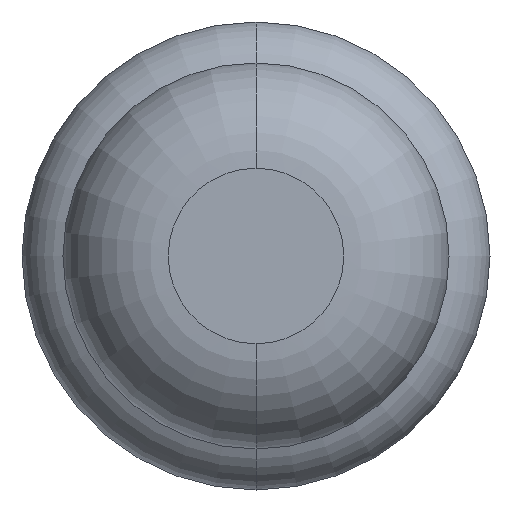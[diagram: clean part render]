
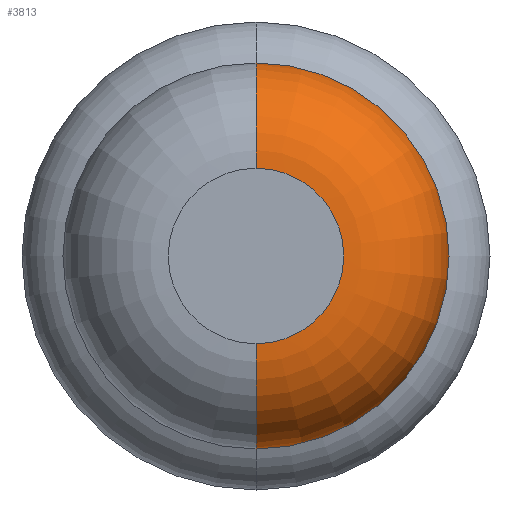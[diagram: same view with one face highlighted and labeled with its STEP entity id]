
A CAD part, front view. The second image highlights one B-rep face of the part: STEP entity #3813.
In plain terms, the highlighted toroidal (fillet/blend) face has major radius 0.375 mm and minor radius 0.45 mm.
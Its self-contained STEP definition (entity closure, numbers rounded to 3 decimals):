
#94 = CARTESIAN_POINT ( 'NONE',  ( 0., -30.4, -0.375 ) ) ;
#98 = ORIENTED_EDGE ( 'NONE', *, *, #2173, .T. ) ;
#378 = DIRECTION ( 'NONE',  ( 0., 1., 0. ) ) ;
#436 = DIRECTION ( 'NONE',  ( 1., 0., 0. ) ) ;
#567 = VERTEX_POINT ( 'NONE', #94 ) ;
#584 = DIRECTION ( 'NONE',  ( 0., 0., 1. ) ) ;
#661 = DIRECTION ( 'NONE',  ( 0., 0., 1. ) ) ;
#701 = EDGE_CURVE ( 'Defeature ausgef�hrt1_6+Defeature ausgef�hrt1_5+Defeature ausgef�hrt1_5+Defeature ausgef�hrt1_5', #3599, #567, #3341, .T. ) ;
#744 = ORIENTED_EDGE ( 'NONE', *, *, #2663, .F. ) ;
#818 = AXIS2_PLACEMENT_3D ( 'NONE', #3520, #1168, #584 ) ;
#1028 = ORIENTED_EDGE ( 'NONE', *, *, #1769, .F. ) ;
#1112 = CARTESIAN_POINT ( 'NONE',  ( 0., -30.4, 0.375 ) ) ;
#1154 = DIRECTION ( 'NONE',  ( 0., 1., 0. ) ) ;
#1168 = DIRECTION ( 'NONE',  ( -1., 0., 0. ) ) ;
#1407 = FACE_OUTER_BOUND ( 'NONE', #3382, .T. ) ;
#1448 = DIRECTION ( 'NONE',  ( 0., 0., 1. ) ) ;
#1709 = AXIS2_PLACEMENT_3D ( 'NONE', #3315, #378, #3347 ) ;
#1769 = EDGE_CURVE ( 'Defeature ausgef�hrt1_7+Defeature ausgef�hrt1_6+Defeature ausgef�hrt1_6+Defeature ausgef�hrt1_6', #3308, #2461, #2041, .T. ) ;
#1800 = CIRCLE ( 'NONE', #2013, 0.45 ) ;
#1824 = CARTESIAN_POINT ( 'NONE',  ( 0., -29.95, 0.825 ) ) ;
#1928 = CARTESIAN_POINT ( 'NONE',  ( 0., -29.95, -0.825 ) ) ;
#2013 = AXIS2_PLACEMENT_3D ( 'NONE', #2220, #436, #2528 ) ;
#2020 = TOROIDAL_SURFACE ( 'NONE', #1709, 0.375, 0.45 ) ;
#2041 = CIRCLE ( 'NONE', #3355, 0.825 ) ;
#2173 = EDGE_CURVE ( 'NONE', #567, #2461, #1800, .T. ) ;
#2220 = CARTESIAN_POINT ( 'NONE',  ( 0., -29.95, -0.375 ) ) ;
#2451 = CARTESIAN_POINT ( 'NONE',  ( 0., -29.95, 0. ) ) ;
#2461 = VERTEX_POINT ( 'NONE', #1928 ) ;
#2528 = DIRECTION ( 'NONE',  ( 0., 0., -1. ) ) ;
#2544 = AXIS2_PLACEMENT_3D ( 'NONE', #3851, #1154, #1448 ) ;
#2663 = EDGE_CURVE ( 'NONE', #3599, #3308, #3029, .T. ) ;
#2758 = ORIENTED_EDGE ( 'NONE', *, *, #701, .T. ) ;
#3029 = CIRCLE ( 'NONE', #818, 0.45 ) ;
#3050 = DIRECTION ( 'NONE',  ( 0., 1., 0. ) ) ;
#3308 = VERTEX_POINT ( 'NONE', #1824 ) ;
#3315 = CARTESIAN_POINT ( 'NONE',  ( 0., -29.95, 0. ) ) ;
#3341 = CIRCLE ( 'NONE', #2544, 0.375 ) ;
#3347 = DIRECTION ( 'NONE',  ( 0., 0., 1. ) ) ;
#3355 = AXIS2_PLACEMENT_3D ( 'NONE', #2451, #3050, #661 ) ;
#3382 = EDGE_LOOP ( 'NONE', ( #2758, #98, #1028, #744 ) ) ;
#3520 = CARTESIAN_POINT ( 'NONE',  ( 0., -29.95, 0.375 ) ) ;
#3599 = VERTEX_POINT ( 'NONE', #1112 ) ;
#3813 = ADVANCED_FACE ( 'Defeature ausgef�hrt1_6', ( #1407 ), #2020, .T. ) ;
#3851 = CARTESIAN_POINT ( 'NONE',  ( 0., -30.4, 0. ) ) ;
